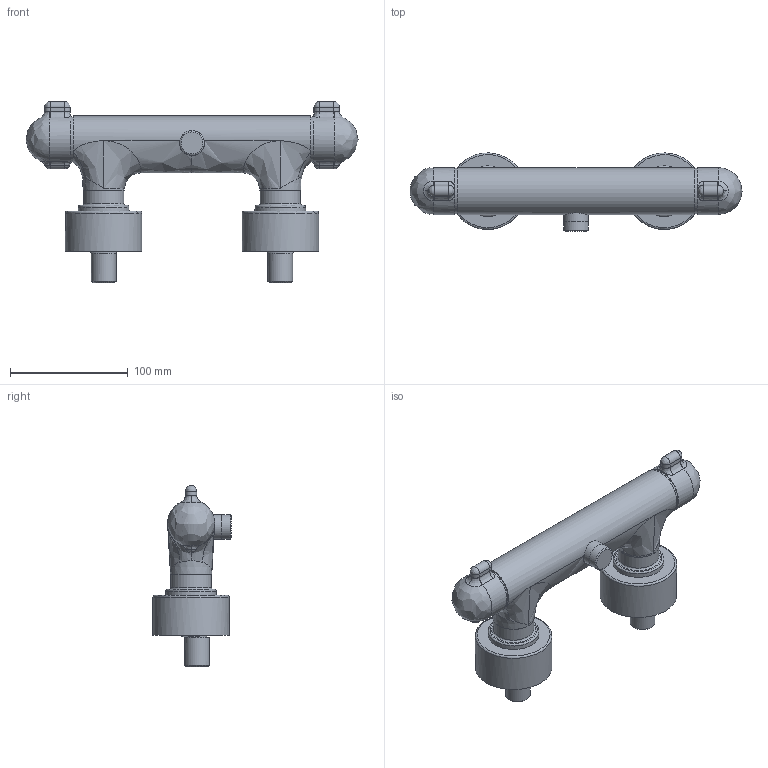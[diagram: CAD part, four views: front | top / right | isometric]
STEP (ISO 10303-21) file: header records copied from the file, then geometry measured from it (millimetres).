
FILE_DESCRIPTION (( 'STEP AP203' ), '1' );
FILE_NAME ('58080201.STEP', '2017-12-22T09:48:11', ( '' ), ( '' ), 'SwSTEP 2.0', 'SolidWorks 2016', '' );
FILE_SCHEMA (( 'CONFIG_CONTROL_DESIGN' ));
Length unit declared in the file: millimetre
Products named in the file (1): 58080201
Bounding box: 281.99 x 66.5 x 153.75 mm (x, y, z)
Volume: 659540.3 mm3; surface area: 93396.2 mm2
Topology: 1 solids, 1 shells, 153 faces, 363 edges, 215 vertices
Faces by surface type: bspline 71, plane 38, cylinder 35, cone 9
Full cylindrical faces by diameter (mm): 7 x2, 8 x2, 20.955 x1, 21 x3, 26.44 x2, 34.35 x2, 38.438 x2, 43 x4, 50 x2, 65 x2
Entity records: 8954 total; most frequent: CARTESIAN_POINT 6219, ORIENTED_EDGE 578, DIRECTION 402, EDGE_CURVE 289, EDGE_LOOP 207, VERTEX_POINT 192, FACE_OUTER_BOUND 183, AXIS2_PLACEMENT_3D 170
